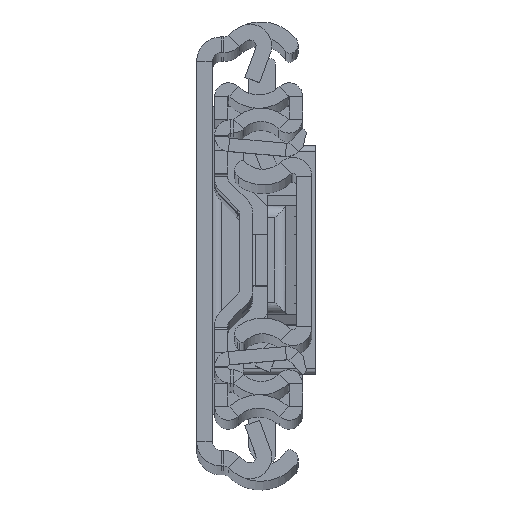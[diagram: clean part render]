
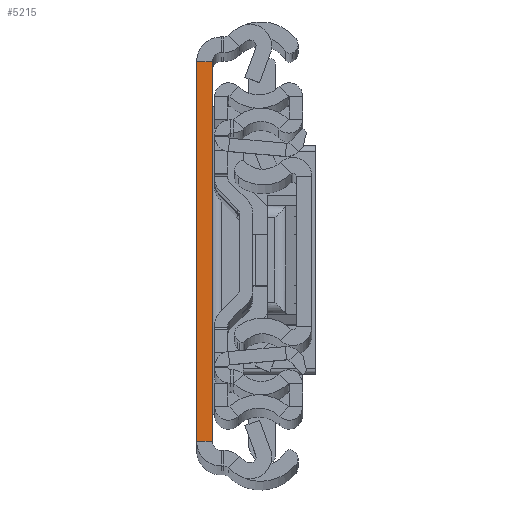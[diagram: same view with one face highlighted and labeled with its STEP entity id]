
A CAD part, top view. The second image highlights one B-rep face of the part: STEP entity #5215.
In plain terms, the highlighted planar face has unit normal (0, 0, 1).
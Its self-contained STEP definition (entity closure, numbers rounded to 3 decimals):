
#109 = VERTEX_POINT ( 'NONE', #2304 ) ;
#271 = DIRECTION ( 'NONE',  ( 0., 1., 0. ) ) ;
#884 = VERTEX_POINT ( 'NONE', #7304 ) ;
#1046 = EDGE_LOOP ( 'NONE', ( #17040, #15002, #4433, #10240 ) ) ;
#1084 = VECTOR ( 'NONE', #271, 1000. ) ;
#1551 = VERTEX_POINT ( 'NONE', #16812 ) ;
#2026 = CARTESIAN_POINT ( 'NONE',  ( 2.6, 31.5, 0. ) ) ;
#2037 = EDGE_CURVE ( 'NONE', #109, #6725, #5683, .T. ) ;
#2304 = CARTESIAN_POINT ( 'NONE',  ( 0., -31.5, 0. ) ) ;
#3277 = DIRECTION ( 'NONE',  ( 1., 0., 0. ) ) ;
#3492 = CARTESIAN_POINT ( 'NONE',  ( 2.6, -31.5, 0. ) ) ;
#4433 = ORIENTED_EDGE ( 'NONE', *, *, #11861, .T. ) ;
#4654 = CARTESIAN_POINT ( 'NONE',  ( 2.6, -31.5, 0. ) ) ;
#4851 = LINE ( 'NONE', #4654, #14106 ) ;
#5215 = ADVANCED_FACE ( 'NONE', ( #9002 ), #6579, .F. ) ;
#5683 = LINE ( 'NONE', #13897, #1084 ) ;
#6579 = PLANE ( 'NONE',  #16328 ) ;
#6725 = VERTEX_POINT ( 'NONE', #11397 ) ;
#6849 = EDGE_CURVE ( 'NONE', #6725, #884, #17030, .T. ) ;
#7304 = CARTESIAN_POINT ( 'NONE',  ( 2.6, 31.5, 0. ) ) ;
#8143 = VECTOR ( 'NONE', #17418, 1000. ) ;
#9002 = FACE_OUTER_BOUND ( 'NONE', #1046, .T. ) ;
#9093 = CARTESIAN_POINT ( 'NONE',  ( 2.6, -31.5, 0. ) ) ;
#9159 = DIRECTION ( 'NONE',  ( 1., 0., 0. ) ) ;
#10240 = ORIENTED_EDGE ( 'NONE', *, *, #13729, .T. ) ;
#11397 = CARTESIAN_POINT ( 'NONE',  ( 0., 31.5, 0. ) ) ;
#11861 = EDGE_CURVE ( 'NONE', #109, #1551, #4851, .T. ) ;
#13347 = DIRECTION ( 'NONE',  ( 0., 0., -1. ) ) ;
#13729 = EDGE_CURVE ( 'NONE', #1551, #884, #17248, .T. ) ;
#13897 = CARTESIAN_POINT ( 'NONE',  ( 0., -31.5, 0. ) ) ;
#14106 = VECTOR ( 'NONE', #9159, 1000. ) ;
#15002 = ORIENTED_EDGE ( 'NONE', *, *, #2037, .F. ) ;
#15903 = VECTOR ( 'NONE', #3277, 1000. ) ;
#16328 = AXIS2_PLACEMENT_3D ( 'NONE', #9093, #13347, #17619 ) ;
#16812 = CARTESIAN_POINT ( 'NONE',  ( 2.6, -31.5, 0. ) ) ;
#17030 = LINE ( 'NONE', #2026, #15903 ) ;
#17040 = ORIENTED_EDGE ( 'NONE', *, *, #6849, .F. ) ;
#17248 = LINE ( 'NONE', #3492, #8143 ) ;
#17418 = DIRECTION ( 'NONE',  ( 0., 1., 0. ) ) ;
#17619 = DIRECTION ( 'NONE',  ( 0., 1., 0. ) ) ;
